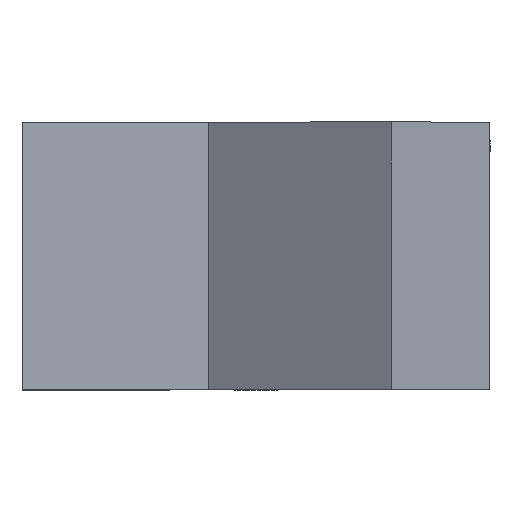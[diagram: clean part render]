
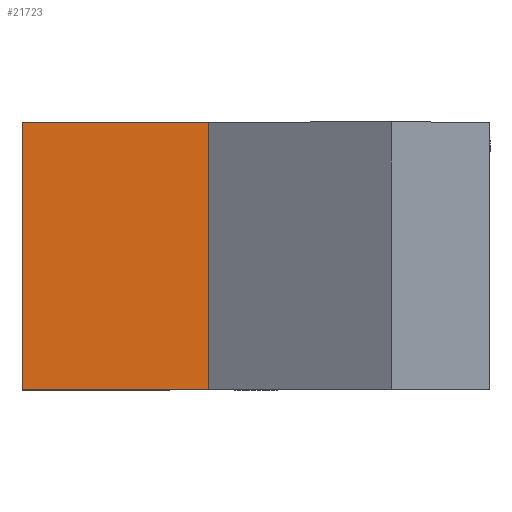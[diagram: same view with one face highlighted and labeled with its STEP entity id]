
A CAD part, top view. The second image highlights one B-rep face of the part: STEP entity #21723.
In plain terms, the highlighted planar face has unit normal (0, 0, 1).
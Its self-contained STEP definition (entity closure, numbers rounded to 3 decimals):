
#275 = DIRECTION ( 'NONE',  ( 0., 0., -1. ) ) ;
#735 = CARTESIAN_POINT ( 'NONE',  ( -1.656, -4.65, 20.245 ) ) ;
#822 = ORIENTED_EDGE ( 'NONE', *, *, #1546, .F. ) ;
#1057 = VERTEX_POINT ( 'NONE', #1243 ) ;
#1243 = CARTESIAN_POINT ( 'NONE',  ( -8.13, 4.65, 20.245 ) ) ;
#1275 = VECTOR ( 'NONE', #8332, 1000. ) ;
#1546 = EDGE_CURVE ( 'NONE', #10147, #1057, #23655, .T. ) ;
#4074 = CARTESIAN_POINT ( 'NONE',  ( -1.656, 4.65, 20.245 ) ) ;
#6059 = LINE ( 'NONE', #6304, #13465 ) ;
#6304 = CARTESIAN_POINT ( 'NONE',  ( 0., 4.65, 20.245 ) ) ;
#6452 = LINE ( 'NONE', #735, #1275 ) ;
#6559 = DIRECTION ( 'NONE',  ( 0., 1., 0. ) ) ;
#6986 = CARTESIAN_POINT ( 'NONE',  ( 0., -4.65, 20.245 ) ) ;
#7642 = CARTESIAN_POINT ( 'NONE',  ( 0., -4.65, 20.245 ) ) ;
#7862 = ORIENTED_EDGE ( 'NONE', *, *, #9392, .T. ) ;
#7892 = FACE_OUTER_BOUND ( 'NONE', #15478, .T. ) ;
#8332 = DIRECTION ( 'NONE',  ( 0., 1., 0. ) ) ;
#9392 = EDGE_CURVE ( 'NONE', #12341, #14688, #6452, .T. ) ;
#9614 = DIRECTION ( 'NONE',  ( -1., 0., 0. ) ) ;
#10147 = VERTEX_POINT ( 'NONE', #22590 ) ;
#12021 = VECTOR ( 'NONE', #22097, 1000. ) ;
#12341 = VERTEX_POINT ( 'NONE', #12456 ) ;
#12456 = CARTESIAN_POINT ( 'NONE',  ( -1.656, -4.65, 20.245 ) ) ;
#13427 = VECTOR ( 'NONE', #6559, 1000. ) ;
#13465 = VECTOR ( 'NONE', #13678, 1000. ) ;
#13678 = DIRECTION ( 'NONE',  ( -1., 0., 0. ) ) ;
#13730 = ORIENTED_EDGE ( 'NONE', *, *, #18827, .T. ) ;
#14203 = EDGE_CURVE ( 'NONE', #12341, #10147, #18210, .T. ) ;
#14239 = ORIENTED_EDGE ( 'NONE', *, *, #14203, .F. ) ;
#14688 = VERTEX_POINT ( 'NONE', #4074 ) ;
#15478 = EDGE_LOOP ( 'NONE', ( #13730, #822, #14239, #7862 ) ) ;
#17424 = AXIS2_PLACEMENT_3D ( 'NONE', #7642, #275, #9614 ) ;
#18210 = LINE ( 'NONE', #6986, #12021 ) ;
#18827 = EDGE_CURVE ( 'NONE', #14688, #1057, #6059, .T. ) ;
#20073 = CARTESIAN_POINT ( 'NONE',  ( -8.13, -4.65, 20.245 ) ) ;
#20995 = PLANE ( 'NONE',  #17424 ) ;
#21723 = ADVANCED_FACE ( 'NONE', ( #7892 ), #20995, .F. ) ;
#22097 = DIRECTION ( 'NONE',  ( -1., 0., 0. ) ) ;
#22590 = CARTESIAN_POINT ( 'NONE',  ( -8.13, -4.65, 20.245 ) ) ;
#23655 = LINE ( 'NONE', #20073, #13427 ) ;
